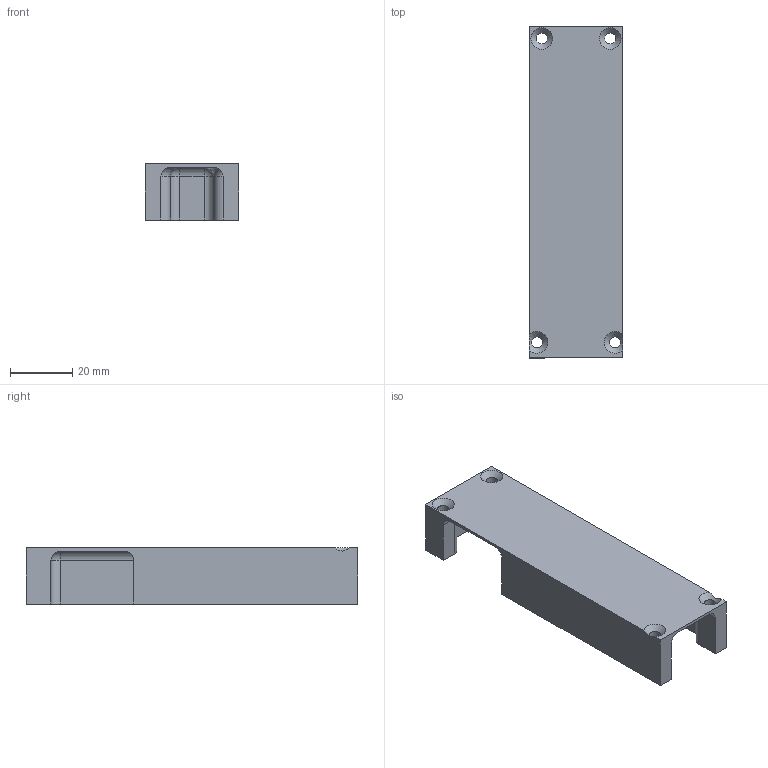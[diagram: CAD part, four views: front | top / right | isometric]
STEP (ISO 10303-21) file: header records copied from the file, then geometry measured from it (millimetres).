
FILE_DESCRIPTION(/* description */ (''),/* implementation_level */ '2;1');
FILE_NAME(/* name */ 'fuse_holder_cover.stp',/* time_stamp */ '2025-12-26T16:02:51+01:00',/* author */ ('szymo'),/* organization */ (''),/* preprocessor_version */ 'ST-DEVELOPER v19',/* originating_system */ 'Autodesk Inventor 2023',/* authorisation */ '');
FILE_SCHEMA (('AUTOMOTIVE_DESIGN { 1 0 10303 214 3 1 1 }'));
Length unit declared in the file: millimetre
Products named in the file (1): fuse_holder_cover
Bounding box: 30 x 106.6 x 18 mm (x, y, z)
Volume: 11011 mm3; surface area: 14506.2 mm2
Topology: 1 solids, 1 shells, 50 faces, 126 edges, 76 vertices
Faces by surface type: cylinder 21, plane 16, sphere 5, cone 4, torus 4
Full cylindrical faces by diameter (mm): 3.6 x4
Entity records: 1548 total; most frequent: DIRECTION 279, CARTESIAN_POINT 259, ORIENTED_EDGE 252, EDGE_CURVE 126, AXIS2_PLACEMENT_3D 105, VERTEX_POINT 76, LINE 69, VECTOR 69
